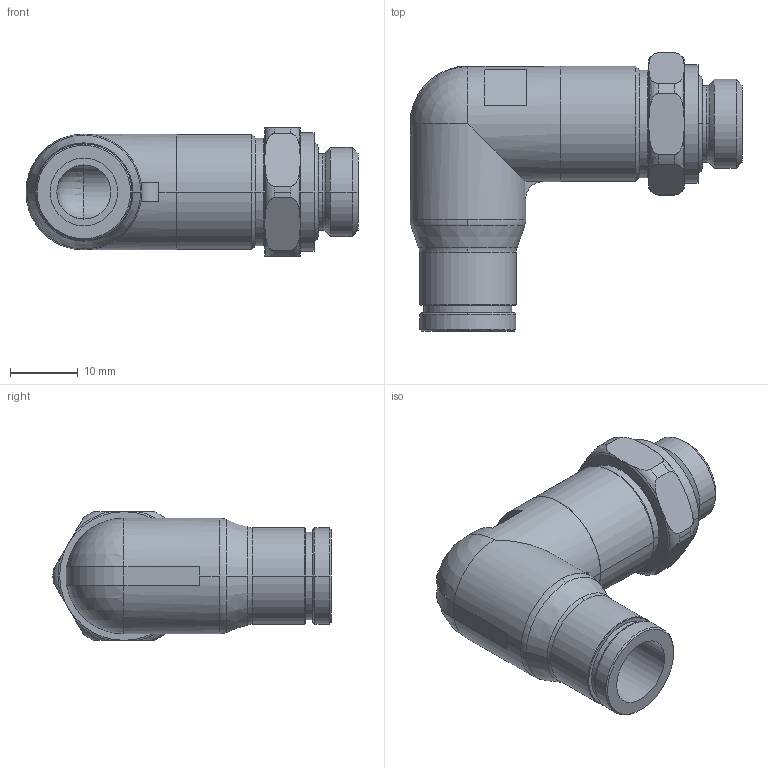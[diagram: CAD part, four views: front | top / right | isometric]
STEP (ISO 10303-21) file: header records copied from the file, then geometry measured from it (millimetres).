
FILE_DESCRIPTION(('STEP AP214'),'1');
FILE_NAME('3899_10_13.stp','2016-07-07T14:27:59',('TraceParts'),('TraceParts S.A.'),'Spatial InterOp 3D',' ',' ');
FILE_SCHEMA(('automotive_design'));
Length unit declared in the file: millimetre
Products named in the file (1): 1
Bounding box: 49.05 x 41.1 x 19 mm (x, y, z)
Volume: 10569.2 mm3; surface area: 6076.4 mm2
Topology: 1 solids, 1 shells, 130 faces, 329 edges, 204 vertices
Faces by surface type: cone 36, cylinder 36, plane 33, torus 22, sphere 3
Entity records: 4445 total; most frequent: CARTESIAN_POINT 1298, DIRECTION 706, ORIENTED_EDGE 650, EDGE_CURVE 325, AXIS2_PLACEMENT_3D 302, VERTEX_POINT 204, CIRCLE 159, EDGE_LOOP 139
